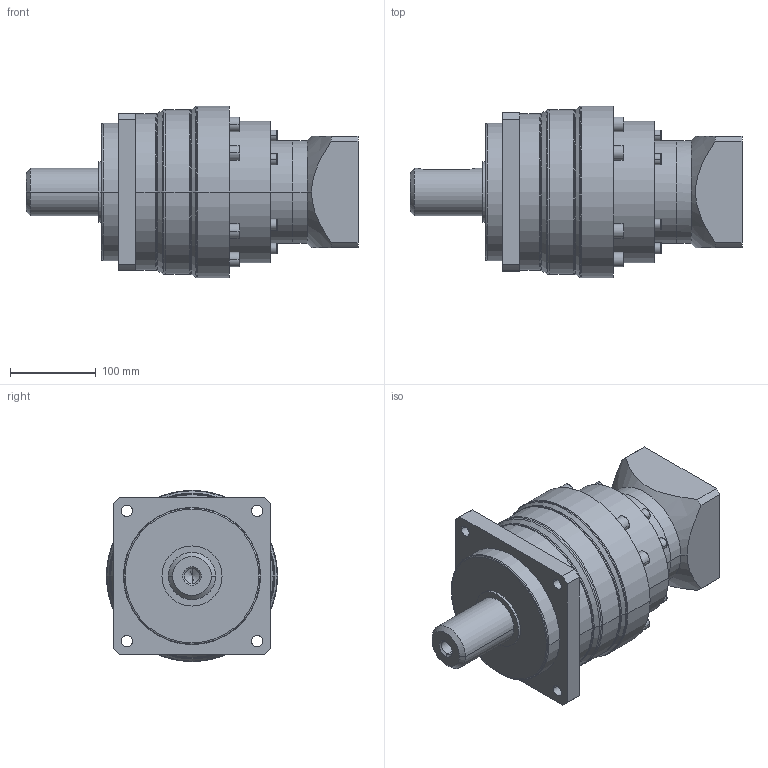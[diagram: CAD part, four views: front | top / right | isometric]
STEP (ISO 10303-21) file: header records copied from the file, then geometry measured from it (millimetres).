
FILE_DESCRIPTION((''),'2;1');
FILE_NAME('00_ASM','2022-06-10T15:39:56',('Administrator'),(''),'CREO PARAMETRIC BY PTC INC, 2019010','CREO PARAMETRIC BY PTC INC, 2019010','');
FILE_SCHEMA(('CONFIG_CONTROL_DESIGN'));
Length unit declared in the file: millimetre
Products named in the file (11): 400; 810001; 900; 1000; 1100; 1200; 1300; 600; 700; 800; 00_ASM
Assembly tree (10 placements, depth 2):
  00_ASM
    400
    810001
    900
    1000
    1100
    1200
    1300
    600
    700
    800
Bounding box: 387 x 200 x 200 mm (x, y, z)
Volume: 6632607.8 mm3; surface area: 321863 mm2
Topology: 10 solids, 10 shells, 370 faces, 848 edges, 528 vertices
Faces by surface type: plane 170, cylinder 92, torus 84, cone 24
Entity records: 10907 total; most frequent: CARTESIAN_POINT 2059, DIRECTION 1967, ORIENTED_EDGE 1676, EDGE_CURVE 838, AXIS2_PLACEMENT_3D 762, VERTEX_POINT 528, VECTOR 443, LINE 443
